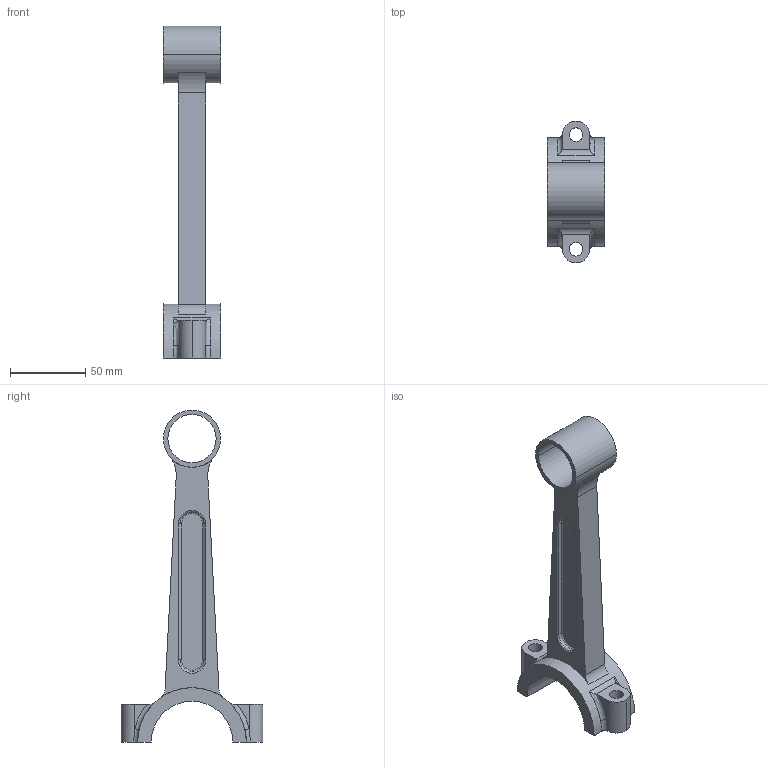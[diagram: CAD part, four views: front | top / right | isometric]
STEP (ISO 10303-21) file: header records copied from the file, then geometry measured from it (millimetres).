
FILE_DESCRIPTION(('CATIA V5 STEP Exchange'),'2;1');
FILE_NAME('biela ccmai.stp','2024-02-12T15:23:39+00:00',('none'),('none'),'CATIA Version 5 Release 21 GA (IN-10)','CATIA V5 STEP AP203','none');
FILE_SCHEMA(('CONFIG_CONTROL_DESIGN'));
Length unit declared in the file: millimetre
Products named in the file (1): Connecting Rod
Bounding box: 38 x 94 x 220.2 mm (x, y, z)
Volume: 116659.5 mm3; surface area: 36219.7 mm2
Topology: 1 solids, 1 shells, 70 faces, 180 edges, 116 vertices
Faces by surface type: cylinder 32, plane 22, torus 12, bspline 4
Entity records: 2341 total; most frequent: CARTESIAN_POINT 708, ORIENTED_EDGE 360, DIRECTION 257, EDGE_CURVE 180, AXIS2_PLACEMENT_3D 140, VERTEX_POINT 116, CIRCLE 89, EDGE_LOOP 80
